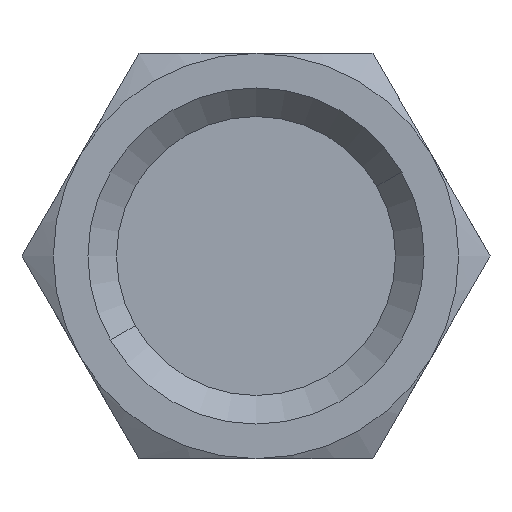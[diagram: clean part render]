
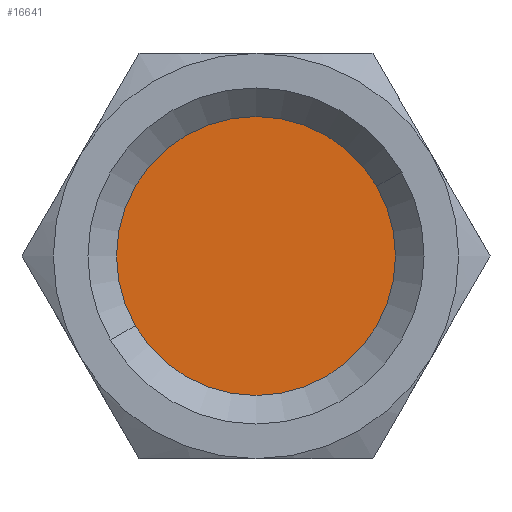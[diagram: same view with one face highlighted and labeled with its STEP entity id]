
A CAD part, front view. The second image highlights one B-rep face of the part: STEP entity #16641.
In plain terms, the highlighted planar face has unit normal (0, -1, 0).
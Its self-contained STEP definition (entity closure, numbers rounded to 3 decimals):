
#4333 = EDGE_LOOP ( 'NONE', ( #16178, #16179 ) ) ;
#4852 = CIRCLE ( 'NONE', #19516, 5.85 ) ;
#4873 = CIRCLE ( 'NONE', #19532, 5.85 ) ;
#6980 = AXIS2_PLACEMENT_3D ( 'NONE', #14882, #14883, #14884 ) ;
#13362 = FACE_OUTER_BOUND ( 'NONE', #4333, .T. ) ;
#14874 = PLANE ( 'NONE',  #6980 ) ;
#14882 = CARTESIAN_POINT ( 'NONE',  ( 0., -20.933, 0. ) ) ;
#14883 = DIRECTION ( 'NONE',  ( 0., -1., 0. ) ) ;
#14884 = DIRECTION ( 'NONE',  ( 0., 0., -1. ) ) ;
#14990 = EDGE_CURVE ( 'NONE', #16013, #16004, #4852, .T. ) ;
#15024 = EDGE_CURVE ( 'NONE', #16004, #16013, #4873, .T. ) ;
#16004 = VERTEX_POINT ( 'NONE', #16887 ) ;
#16013 = VERTEX_POINT ( 'NONE', #16885 ) ;
#16178 = ORIENTED_EDGE ( 'NONE', *, *, #15024, .F. ) ;
#16179 = ORIENTED_EDGE ( 'NONE', *, *, #14990, .F. ) ;
#16285 = CARTESIAN_POINT ( 'NONE',  ( 0., -20.933, 0. ) ) ;
#16286 = DIRECTION ( 'NONE',  ( 0., 1., 0. ) ) ;
#16287 = DIRECTION ( 'NONE',  ( 0., 0., -1. ) ) ;
#16641 = ADVANCED_FACE ( 'NONE', ( #13362 ), #14874, .T. ) ;
#16885 = CARTESIAN_POINT ( 'NONE',  ( 5.066, -20.933, 2.925 ) ) ;
#16887 = CARTESIAN_POINT ( 'NONE',  ( -5.066, -20.933, -2.925 ) ) ;
#17820 = CARTESIAN_POINT ( 'NONE',  ( 0., -20.933, 0. ) ) ;
#17821 = DIRECTION ( 'NONE',  ( 0., 1., 0. ) ) ;
#17822 = DIRECTION ( 'NONE',  ( 0., 0., -1. ) ) ;
#19516 = AXIS2_PLACEMENT_3D ( 'NONE', #16285, #16286, #16287 ) ;
#19532 = AXIS2_PLACEMENT_3D ( 'NONE', #17820, #17821, #17822 ) ;
